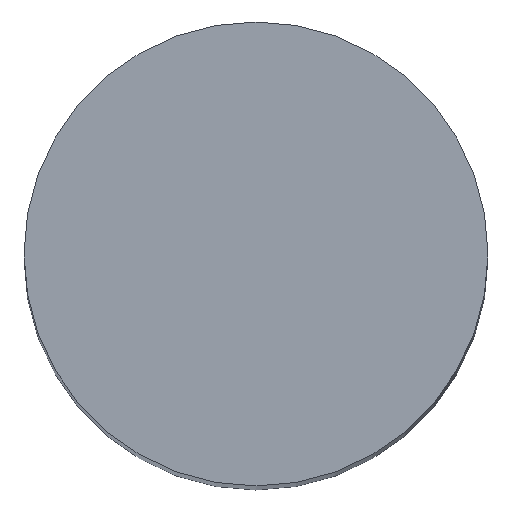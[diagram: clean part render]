
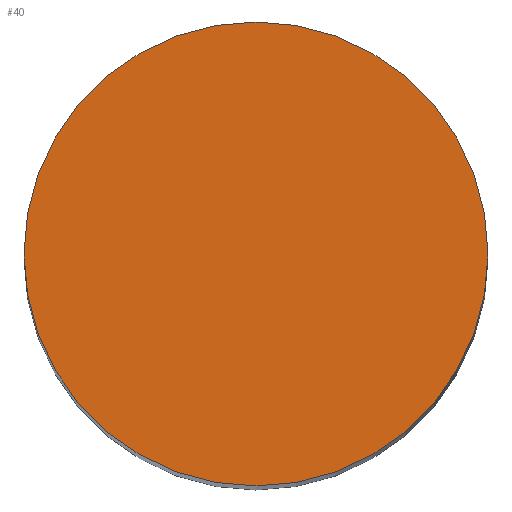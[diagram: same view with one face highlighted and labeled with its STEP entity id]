
A CAD part, top view. The second image highlights one B-rep face of the part: STEP entity #40.
In plain terms, the highlighted planar face has unit normal (0, 0, 1).
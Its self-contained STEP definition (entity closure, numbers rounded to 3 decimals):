
#15=PLANE('',#57);
#18=FACE_OUTER_BOUND('',#21,.T.);
#21=EDGE_LOOP('',(#36));
#25=CIRCLE('',#55,3.);
#27=VERTEX_POINT('',#74);
#29=EDGE_CURVE('',#27,#27,#25,.T.);
#36=ORIENTED_EDGE('',*,*,#29,.T.);
#40=ADVANCED_FACE('',(#18),#15,.T.);
#55=AXIS2_PLACEMENT_3D('',#75,#63,#64);
#57=AXIS2_PLACEMENT_3D('',#79,#68,#69);
#63=DIRECTION('center_axis',(0.,0.,1.));
#64=DIRECTION('ref_axis',(1.,0.,0.));
#68=DIRECTION('center_axis',(0.,0.,1.));
#69=DIRECTION('ref_axis',(1.,0.,0.));
#74=CARTESIAN_POINT('',(-3.,0.,30.));
#75=CARTESIAN_POINT('Origin',(0.,0.,30.));
#79=CARTESIAN_POINT('Origin',(0.,0.,30.));
